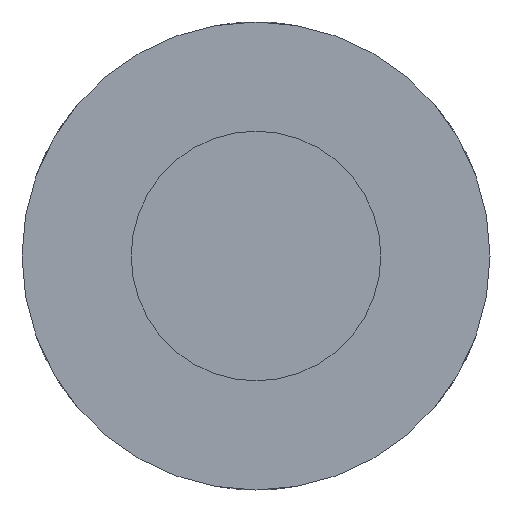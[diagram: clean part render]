
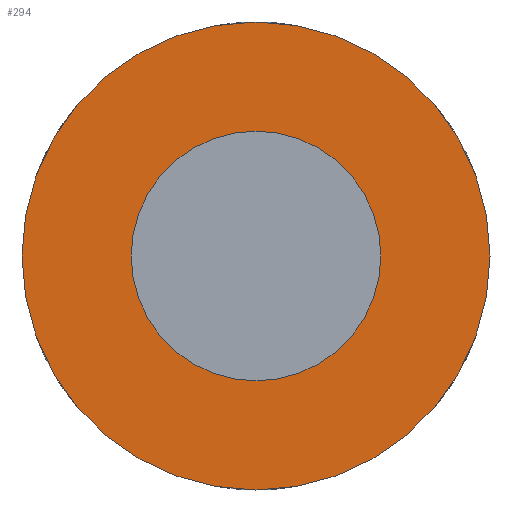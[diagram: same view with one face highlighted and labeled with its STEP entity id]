
A CAD part, front view. The second image highlights one B-rep face of the part: STEP entity #294.
In plain terms, the highlighted planar face has unit normal (0, -1, 0).
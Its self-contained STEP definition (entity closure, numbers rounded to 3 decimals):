
#16=PLANE('',#335);
#24=FACE_BOUND('',#71,.T.);
#25=CIRCLE('',#329,25.);
#26=CIRCLE('',#330,25.);
#29=CIRCLE('',#336,13.335);
#30=CIRCLE('',#337,13.335);
#47=FACE_OUTER_BOUND('',#70,.T.);
#70=EDGE_LOOP('',(#254,#255));
#71=EDGE_LOOP('',(#256,#257));
#138=VERTEX_POINT('',#877);
#139=VERTEX_POINT('',#878);
#142=VERTEX_POINT('',#889);
#143=VERTEX_POINT('',#890);
#176=EDGE_CURVE('',#138,#139,#25,.T.);
#177=EDGE_CURVE('',#139,#138,#26,.T.);
#181=EDGE_CURVE('',#142,#143,#29,.T.);
#182=EDGE_CURVE('',#143,#142,#30,.T.);
#254=ORIENTED_EDGE('',*,*,#176,.T.);
#255=ORIENTED_EDGE('',*,*,#177,.T.);
#256=ORIENTED_EDGE('',*,*,#181,.F.);
#257=ORIENTED_EDGE('',*,*,#182,.F.);
#294=ADVANCED_FACE('',(#47,#24),#16,.T.);
#329=AXIS2_PLACEMENT_3D('',#879,#374,#375);
#330=AXIS2_PLACEMENT_3D('',#880,#376,#377);
#335=AXIS2_PLACEMENT_3D('',#888,#387,#388);
#336=AXIS2_PLACEMENT_3D('',#891,#389,#390);
#337=AXIS2_PLACEMENT_3D('',#892,#391,#392);
#374=DIRECTION('center_axis',(0.,-1.,0.));
#375=DIRECTION('ref_axis',(1.,0.,0.));
#376=DIRECTION('center_axis',(0.,-1.,0.));
#377=DIRECTION('ref_axis',(1.,0.,0.));
#387=DIRECTION('center_axis',(0.,-1.,0.));
#388=DIRECTION('ref_axis',(0.,0.,-1.));
#389=DIRECTION('center_axis',(0.,-1.,0.));
#390=DIRECTION('ref_axis',(1.,0.,0.));
#391=DIRECTION('center_axis',(0.,-1.,0.));
#392=DIRECTION('ref_axis',(1.,0.,0.));
#877=CARTESIAN_POINT('',(25.,0.,0.));
#878=CARTESIAN_POINT('',(-25.,0.,0.));
#879=CARTESIAN_POINT('Origin',(0.,0.,
0.));
#880=CARTESIAN_POINT('Origin',(0.,0.,
0.));
#888=CARTESIAN_POINT('Origin',(13.335,0.,0.));
#889=CARTESIAN_POINT('',(13.335,0.,0.));
#890=CARTESIAN_POINT('',(-13.335,0.,0.));
#891=CARTESIAN_POINT('Origin',(0.,0.,
0.));
#892=CARTESIAN_POINT('Origin',(0.,0.,
0.));
